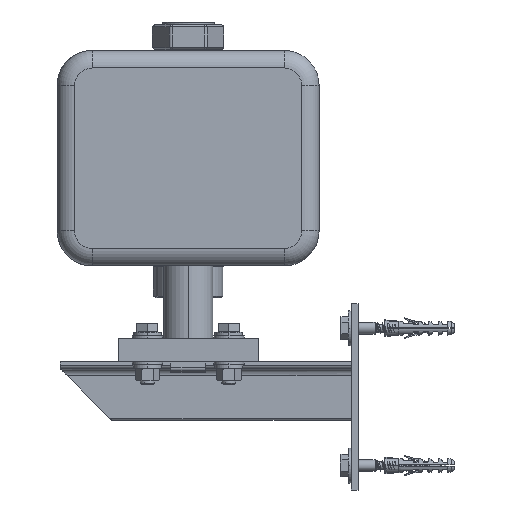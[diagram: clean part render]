
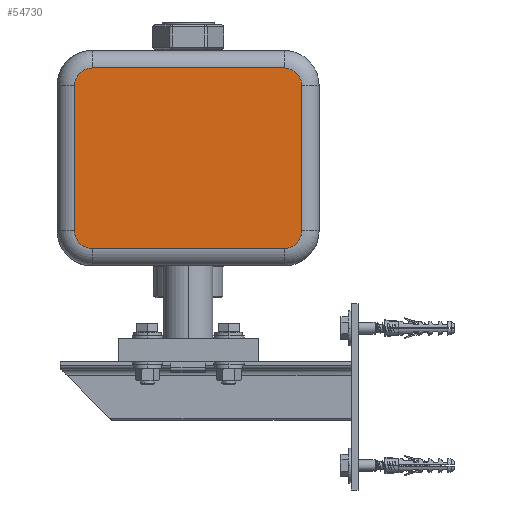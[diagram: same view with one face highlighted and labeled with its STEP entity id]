
A CAD part, left-side view. The second image highlights one B-rep face of the part: STEP entity #54730.
In plain terms, the highlighted planar face has unit normal (-1, 0, 0).
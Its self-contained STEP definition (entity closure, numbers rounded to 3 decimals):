
#52350=CARTESIAN_POINT('Vertex',(-46.326,-25.765,96.189)) ;
#52353=CARTESIAN_POINT('Axis2P3D Location',(-46.326,-25.765,81.189)) ;
#52357=CARTESIAN_POINT('Vertex',(-46.326,-40.765,81.189)) ;
#52384=CARTESIAN_POINT('Line Origine',(-46.326,-40.765,18.689)) ;
#52388=CARTESIAN_POINT('Vertex',(-46.326,-40.765,-43.811)) ;
#52415=CARTESIAN_POINT('Axis2P3D Location',(-46.326,-25.765,-43.811)) ;
#52419=CARTESIAN_POINT('Vertex',(-46.326,-25.765,-58.811)) ;
#52446=CARTESIAN_POINT('Line Origine',(-46.326,56.735,-58.811)) ;
#52450=CARTESIAN_POINT('Vertex',(-46.326,139.235,-58.811)) ;
#52477=CARTESIAN_POINT('Axis2P3D Location',(-46.326,139.235,-43.811)) ;
#52481=CARTESIAN_POINT('Vertex',(-46.326,154.235,-43.811)) ;
#54696=CARTESIAN_POINT('Axis2P3D Location',(-46.326,56.735,18.689)) ;
#54701=CARTESIAN_POINT('Axis2P3D Location',(-46.326,139.235,81.189)) ;
#54705=CARTESIAN_POINT('Vertex',(-46.326,154.235,81.189)) ;
#54707=CARTESIAN_POINT('Vertex',(-46.326,139.235,96.189)) ;
#54710=CARTESIAN_POINT('Line Origine',(-46.326,154.235,18.689)) ;
#54715=CARTESIAN_POINT('Line Origine',(-46.326,56.735,96.189)) ;
#52386=VECTOR('Line Direction',#52385,1.) ;
#52448=VECTOR('Line Direction',#52447,1.) ;
#54712=VECTOR('Line Direction',#54711,1.) ;
#54717=VECTOR('Line Direction',#54716,1.) ;
#52354=DIRECTION('Axis2P3D Direction',(1.,0.,0.)) ;
#52385=DIRECTION('Vector Direction',(0.,0.,-1.)) ;
#52416=DIRECTION('Axis2P3D Direction',(1.,0.,0.)) ;
#52447=DIRECTION('Vector Direction',(0.,-1.,0.)) ;
#52478=DIRECTION('Axis2P3D Direction',(1.,0.,0.)) ;
#54697=DIRECTION('Axis2P3D Direction',(1.,0.,0.)) ;
#54698=DIRECTION('Axis2P3D XDirection',(0.,1.,0.)) ;
#54702=DIRECTION('Axis2P3D Direction',(1.,0.,0.)) ;
#54711=DIRECTION('Vector Direction',(0.,0.,1.)) ;
#54716=DIRECTION('Vector Direction',(0.,1.,0.)) ;
#52355=AXIS2_PLACEMENT_3D('Circle Axis2P3D',#52353,#52354,$) ;
#52417=AXIS2_PLACEMENT_3D('Circle Axis2P3D',#52415,#52416,$) ;
#52479=AXIS2_PLACEMENT_3D('Circle Axis2P3D',#52477,#52478,$) ;
#54699=AXIS2_PLACEMENT_3D('Plane Axis2P3D',#54696,#54697,#54698) ;
#54703=AXIS2_PLACEMENT_3D('Circle Axis2P3D',#54701,#54702,$) ;
#52387=LINE('Line',#52384,#52386) ;
#52449=LINE('Line',#52446,#52448) ;
#54713=LINE('Line',#54710,#54712) ;
#54718=LINE('Line',#54715,#54717) ;
#52356=CIRCLE('generated circle',#52355,15.) ;
#52418=CIRCLE('generated circle',#52417,15.) ;
#52480=CIRCLE('generated circle',#52479,15.) ;
#54704=CIRCLE('generated circle',#54703,15.) ;
#54700=PLANE('',#54699) ;
#52359=EDGE_CURVE('',#52351,#52358,#52356,.T.) ;
#52390=EDGE_CURVE('',#52358,#52389,#52387,.T.) ;
#52421=EDGE_CURVE('',#52389,#52420,#52418,.T.) ;
#52452=EDGE_CURVE('',#52420,#52451,#52449,.F.) ;
#52483=EDGE_CURVE('',#52451,#52482,#52480,.T.) ;
#54709=EDGE_CURVE('',#54706,#54708,#54704,.T.) ;
#54714=EDGE_CURVE('',#52482,#54706,#54713,.T.) ;
#54719=EDGE_CURVE('',#54708,#52351,#54718,.F.) ;
#54721=ORIENTED_EDGE('',*,*,#54709,.F.) ;
#54722=ORIENTED_EDGE('',*,*,#54714,.F.) ;
#54723=ORIENTED_EDGE('',*,*,#52483,.F.) ;
#54724=ORIENTED_EDGE('',*,*,#52452,.F.) ;
#54725=ORIENTED_EDGE('',*,*,#52421,.F.) ;
#54726=ORIENTED_EDGE('',*,*,#52390,.F.) ;
#54727=ORIENTED_EDGE('',*,*,#52359,.F.) ;
#54728=ORIENTED_EDGE('',*,*,#54719,.F.) ;
#54720=EDGE_LOOP('',(#54721,#54722,#54723,#54724,#54725,#54726,#54727,#54728)) ;
#52351=VERTEX_POINT('',#52350) ;
#52358=VERTEX_POINT('',#52357) ;
#52389=VERTEX_POINT('',#52388) ;
#52420=VERTEX_POINT('',#52419) ;
#52451=VERTEX_POINT('',#52450) ;
#52482=VERTEX_POINT('',#52481) ;
#54706=VERTEX_POINT('',#54705) ;
#54708=VERTEX_POINT('',#54707) ;
#54730=ADVANCED_FACE('PartBody',(#54729),#54700,.F.) ;
#54729=FACE_OUTER_BOUND('',#54720,.T.) ;
